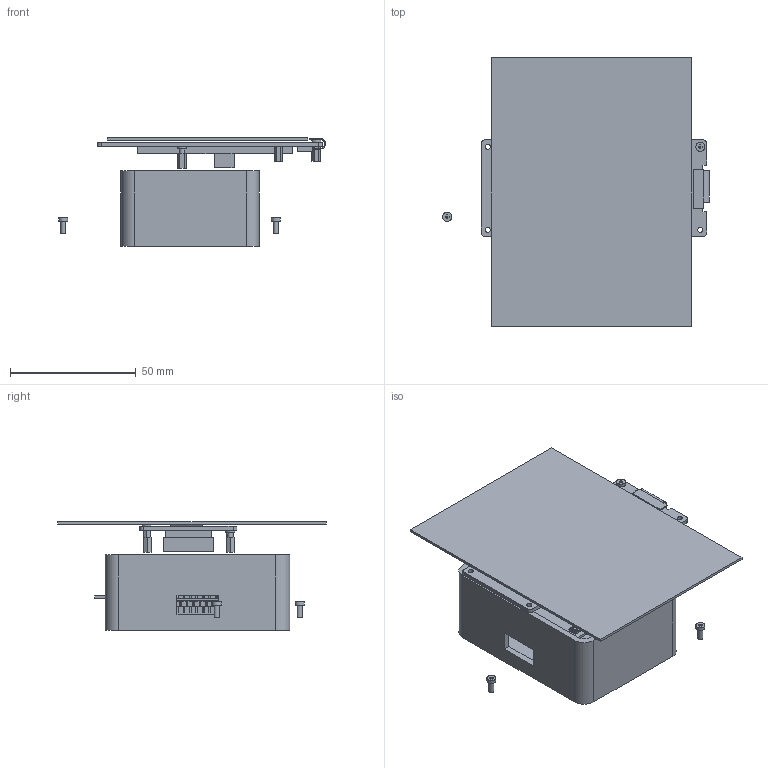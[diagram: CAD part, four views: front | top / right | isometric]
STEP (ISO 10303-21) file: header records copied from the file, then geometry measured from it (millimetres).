
FILE_DESCRIPTION(/* description */ ('STEP AP242','CAx-IF Rec.Pracs.---Representation and Presentation of Product Manufacturing Information (PMI)---4.0---2014-10-13','CAx-IF Rec.Pracs.---3D Tessellated Geometry---0.4---2014-09-14','2;1','CAx-IF Rec.Pracs.---User Defined Attributes---1.5---2016-08-15'),/* implementation_level */ '2;1');
FILE_NAME(/* name */ '690a85381c049d6a8b89c45f',/* time_stamp */ '2025-11-04T22:59:07Z',/* author */ (''),/* organization */ (''),/* preprocessor_version */ 'ST-DEVELOPER v20',/* originating_system */ 'ONSHAPE BY PTC INC, 1.206',/* authorisation */ ' ');
FILE_SCHEMA (('AP242_MANAGED_MODEL_BASED_3D_ENGINEERING_MIM_LF { 1 0 10303 442 1 1 4 }'));
Products named in the file (157): ESP32-DEVKITC-32D; 2.9inch e-Paper Module bw v2; Part 2; Part 4; Part 1; Part 3; ESP32-DEVKITC-32D_ESP32-DEVKITC-32D <1>; header; ESP32-WROOM-32D; micro usb; board; button
Assembly tree (201 placements, depth 3):
  ESP32-DEVKITC-32D
    2.9inch e-Paper Module bw v2
    2.9inch e-Paper Module bw v2
    2.9inch e-Paper Module bw v2
    2.9inch e-Paper Module bw v2
    2.9inch e-Paper Module bw v2
    Part 2
    2.9inch e-Paper Module bw v2
    2.9inch e-Paper Module bw v2
    2.9inch e-Paper Module bw v2
    Part 4
    Part 1
    2.9inch e-Paper Module bw v2
    Part 1
    2.9inch e-Paper Module bw v2
    2.9inch e-Paper Module bw v2
    2.9inch e-Paper Module bw v2
    Part 3
    ESP32-DEVKITC-32D_ESP32-DEVKITC-32D <1>
      header  x2
      header  x2
      ESP32-WROOM-32D
      header  x2
      ESP32-WROOM-32D
      micro usb
      ESP32-WROOM-32D
      header  x2
      board
      board
      header  x2
      board
      header  x2
      header  x2
      header  x2
      board
      header  x2
      header  x2
      board
      ESP32-WROOM-32D
      header  x2
      header  x2
      button  x2
      ESP32-WROOM-32D
      board
      micro usb
      board
      board
      board
      header  x2
      header  x2
      board
      header  x2
      header  x2
      header  x2
      ESP32-WROOM-32D
      header  x2
      ESP32-WROOM-32D
      board
      header  x2
      board
Bounding box: 106.02 x 106.82 x 43.2 mm (x, y, z)
Volume: 46513.5 mm3; surface area: 59295.3 mm2
Topology: 200 solids, 200 shells, 3976 faces, 9548 edges, 5968 vertices
Faces by surface type: plane 3458, cylinder 434, bspline 72, torus 8, sphere 4
Full cylindrical faces by diameter (mm): 0.1 x25, 0.4 x1, 1 x38, 1.4 x76, 1.5 x2, 1.9 x2, 2 x8, 2.453 x4, 3.6 x4
Entity records: 87144 total; most frequent: CARTESIAN_POINT 15442, ORIENTED_EDGE 13724, DIRECTION 13490, EDGE_CURVE 6862, LINE 5910, VECTOR 5910, VERTEX_POINT 4470, AXIS2_PLACEMENT_3D 3790
